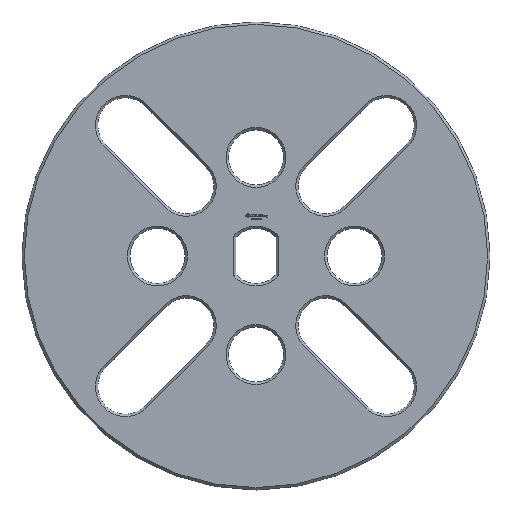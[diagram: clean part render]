
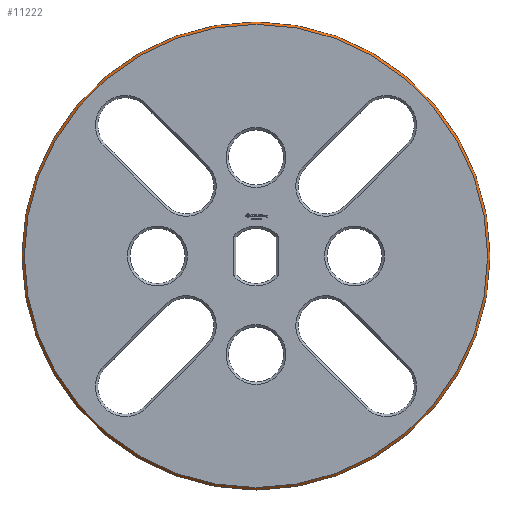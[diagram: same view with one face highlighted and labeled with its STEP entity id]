
A CAD part, top view. The second image highlights one B-rep face of the part: STEP entity #11222.
In plain terms, the highlighted conical face has half-angle 45 degrees and reference radius 29.688 mm.
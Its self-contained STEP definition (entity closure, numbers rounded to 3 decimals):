
#21 = EDGE_CURVE('',#22,#22,#24,.T.);
#22 = VERTEX_POINT('',#23);
#23 = CARTESIAN_POINT('',(29.388,0.,3.125));
#24 = SURFACE_CURVE('',#25,(#30,#42),.PCURVE_S1.);
#25 = CIRCLE('',#26,29.388);
#26 = AXIS2_PLACEMENT_3D('',#27,#28,#29);
#27 = CARTESIAN_POINT('',(0.,0.,3.125));
#28 = DIRECTION('',(0.,0.,-1.));
#29 = DIRECTION('',(1.,0.,0.));
#30 = PCURVE('',#31,#36);
#31 = PLANE('',#32);
#32 = AXIS2_PLACEMENT_3D('',#33,#34,#35);
#33 = CARTESIAN_POINT('',(0.,0.,3.125));
#34 = DIRECTION('',(0.,0.,-1.));
#35 = DIRECTION('',(1.,0.,0.));
#36 = DEFINITIONAL_REPRESENTATION('',(#37),#41);
#37 = CIRCLE('',#38,29.388);
#38 = AXIS2_PLACEMENT_2D('',#39,#40);
#39 = CARTESIAN_POINT('',(0.,0.));
#40 = DIRECTION('',(1.,0.));
#41 = ( GEOMETRIC_REPRESENTATION_CONTEXT(2) 
PARAMETRIC_REPRESENTATION_CONTEXT() REPRESENTATION_CONTEXT('2D SPACE',''
  ) );
#42 = PCURVE('',#43,#48);
#43 = CONICAL_SURFACE('',#44,29.688,0.785);
#44 = AXIS2_PLACEMENT_3D('',#45,#46,#47);
#45 = CARTESIAN_POINT('',(0.,0.,2.825));
#46 = DIRECTION('',(0.,0.,-1.));
#47 = DIRECTION('',(1.,0.,0.));
#48 = DEFINITIONAL_REPRESENTATION('',(#49),#53);
#49 = LINE('',#50,#51);
#50 = CARTESIAN_POINT('',(0.,-0.3));
#51 = VECTOR('',#52,1.);
#52 = DIRECTION('',(1.,-0.));
#53 = ( GEOMETRIC_REPRESENTATION_CONTEXT(2) 
PARAMETRIC_REPRESENTATION_CONTEXT() REPRESENTATION_CONTEXT('2D SPACE',''
  ) );
#11222 = ADVANCED_FACE('',(#11223),#43,.T.);
#11223 = FACE_BOUND('',#11224,.F.);
#11224 = EDGE_LOOP('',(#11225,#11254,#11275,#11276));
#11225 = ORIENTED_EDGE('',*,*,#11226,.T.);
#11226 = EDGE_CURVE('',#11227,#11227,#11229,.T.);
#11227 = VERTEX_POINT('',#11228);
#11228 = CARTESIAN_POINT('',(29.688,0.,2.825));
#11229 = SURFACE_CURVE('',#11230,(#11235,#11242),.PCURVE_S1.);
#11230 = CIRCLE('',#11231,29.688);
#11231 = AXIS2_PLACEMENT_3D('',#11232,#11233,#11234);
#11232 = CARTESIAN_POINT('',(0.,0.,2.825));
#11233 = DIRECTION('',(0.,0.,-1.));
#11234 = DIRECTION('',(1.,0.,0.));
#11235 = PCURVE('',#43,#11236);
#11236 = DEFINITIONAL_REPRESENTATION('',(#11237),#11241);
#11237 = LINE('',#11238,#11239);
#11238 = CARTESIAN_POINT('',(0.,-0.));
#11239 = VECTOR('',#11240,1.);
#11240 = DIRECTION('',(1.,-0.));
#11241 = ( GEOMETRIC_REPRESENTATION_CONTEXT(2) 
PARAMETRIC_REPRESENTATION_CONTEXT() REPRESENTATION_CONTEXT('2D SPACE',''
  ) );
#11242 = PCURVE('',#11243,#11248);
#11243 = CYLINDRICAL_SURFACE('',#11244,29.688);
#11244 = AXIS2_PLACEMENT_3D('',#11245,#11246,#11247);
#11245 = CARTESIAN_POINT('',(0.,0.,2.325));
#11246 = DIRECTION('',(0.,0.,1.));
#11247 = DIRECTION('',(1.,0.,0.));
#11248 = DEFINITIONAL_REPRESENTATION('',(#11249),#11253);
#11249 = LINE('',#11250,#11251);
#11250 = CARTESIAN_POINT('',(-0.,0.5));
#11251 = VECTOR('',#11252,1.);
#11252 = DIRECTION('',(-1.,0.));
#11253 = ( GEOMETRIC_REPRESENTATION_CONTEXT(2) 
PARAMETRIC_REPRESENTATION_CONTEXT() REPRESENTATION_CONTEXT('2D SPACE',''
  ) );
#11254 = ORIENTED_EDGE('',*,*,#11255,.T.);
#11255 = EDGE_CURVE('',#11227,#22,#11256,.T.);
#11256 = SEAM_CURVE('',#11257,(#11261,#11268),.PCURVE_S1.);
#11257 = LINE('',#11258,#11259);
#11258 = CARTESIAN_POINT('',(29.688,0.,2.825));
#11259 = VECTOR('',#11260,1.);
#11260 = DIRECTION('',(-0.707,0.,
    0.707));
#11261 = PCURVE('',#43,#11262);
#11262 = DEFINITIONAL_REPRESENTATION('',(#11263),#11267);
#11263 = LINE('',#11264,#11265);
#11264 = CARTESIAN_POINT('',(0.,-0.));
#11265 = VECTOR('',#11266,1.);
#11266 = DIRECTION('',(0.,-1.));
#11267 = ( GEOMETRIC_REPRESENTATION_CONTEXT(2) 
PARAMETRIC_REPRESENTATION_CONTEXT() REPRESENTATION_CONTEXT('2D SPACE',''
  ) );
#11268 = PCURVE('',#43,#11269);
#11269 = DEFINITIONAL_REPRESENTATION('',(#11270),#11274);
#11270 = LINE('',#11271,#11272);
#11271 = CARTESIAN_POINT('',(6.283,-0.));
#11272 = VECTOR('',#11273,1.);
#11273 = DIRECTION('',(0.,-1.));
#11274 = ( GEOMETRIC_REPRESENTATION_CONTEXT(2) 
PARAMETRIC_REPRESENTATION_CONTEXT() REPRESENTATION_CONTEXT('2D SPACE',''
  ) );
#11275 = ORIENTED_EDGE('',*,*,#21,.F.);
#11276 = ORIENTED_EDGE('',*,*,#11255,.F.);
